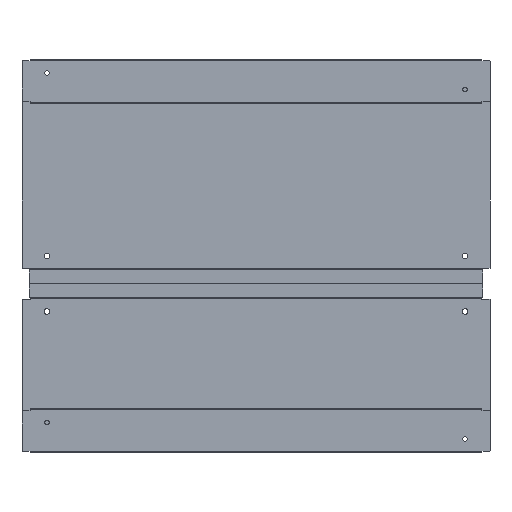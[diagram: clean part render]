
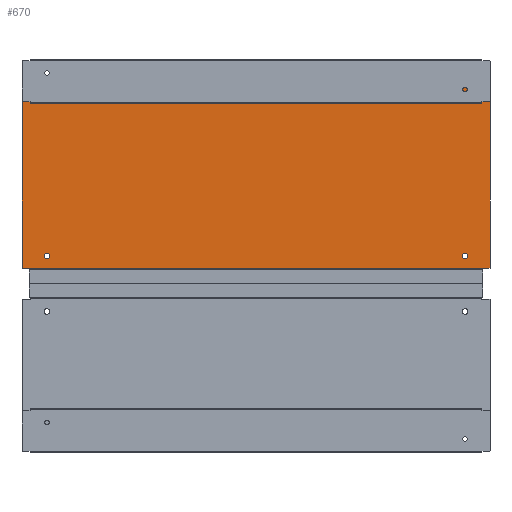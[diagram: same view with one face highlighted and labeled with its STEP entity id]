
A CAD part, front view. The second image highlights one B-rep face of the part: STEP entity #670.
In plain terms, the highlighted planar face has unit normal (0, -1, 0).
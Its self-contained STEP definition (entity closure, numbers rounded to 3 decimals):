
#670=ADVANCED_FACE('',(#1680,#1681,#1682),#1683,.F.);
#718=EDGE_CURVE('',#1751,#1754,#1755,.T.);
#722=EDGE_CURVE('',#1759,#1754,#1760,.T.);
#726=EDGE_CURVE('',#1759,#1764,#1765,.T.);
#730=EDGE_CURVE('',#1764,#1769,#1770,.T.);
#734=EDGE_CURVE('',#1774,#1769,#1775,.T.);
#738=EDGE_CURVE('',#1774,#1779,#1780,.T.);
#758=EDGE_CURVE('',#1751,#1800,#1805,.T.);
#760=EDGE_CURVE('',#1779,#1800,#1807,.T.);
#762=EDGE_CURVE('',#1809,#1810,#1811,.T.);
#764=EDGE_CURVE('',#1810,#1809,#1813,.T.);
#766=EDGE_CURVE('',#1815,#1816,#1817,.T.);
#768=EDGE_CURVE('',#1816,#1815,#1819,.T.);
#1680=FACE_OUTER_BOUND('',#3063,.T.);
#1681=FACE_BOUND('',#3064,.T.);
#1682=FACE_BOUND('',#3065,.T.);
#1683=PLANE('',#3066);
#1751=VERTEX_POINT('',#3155);
#1754=VERTEX_POINT('',#3160);
#1755=LINE('',#3161,#3162);
#1759=VERTEX_POINT('',#3169);
#1760=LINE('',#3170,#3171);
#1764=VERTEX_POINT('',#3178);
#1765=LINE('',#3179,#3180);
#1769=VERTEX_POINT('',#3187);
#1770=LINE('',#3188,#3189);
#1774=VERTEX_POINT('',#3196);
#1775=LINE('',#3197,#3198);
#1779=VERTEX_POINT('',#3205);
#1780=LINE('',#3206,#3207);
#1800=VERTEX_POINT('',#3239);
#1805=LINE('',#3247,#3248);
#1807=LINE('',#3251,#3252);
#1809=VERTEX_POINT('',#3255);
#1810=VERTEX_POINT('',#3256);
#1811=CIRCLE('',#3257,5.1);
#1813=CIRCLE('',#3260,5.1);
#1815=VERTEX_POINT('',#3263);
#1816=VERTEX_POINT('',#3264);
#1817=CIRCLE('',#3265,5.1);
#1819=CIRCLE('',#3268,5.1);
#3063=EDGE_LOOP('',(#4915,#4916,#4917,#4918,#4919,#4920,#4921,#4922));
#3064=EDGE_LOOP('',(#4923,#4924));
#3065=EDGE_LOOP('',(#4925,#4926));
#3066=AXIS2_PLACEMENT_3D('',#4927,#4928,#4929);
#3155=CARTESIAN_POINT('',(-407.0,-1.5,-22.0));
#3160=CARTESIAN_POINT('',(-422.0,-1.5,-22.0));
#3161=CARTESIAN_POINT('',(-407.0,-1.5,-22.0));
#3162=VECTOR('',#5031,15.0);
#3169=CARTESIAN_POINT('',(-422.0,-1.5,309.0));
#3170=CARTESIAN_POINT('',(-422.0,-1.5,309.0));
#3171=VECTOR('',#5033,331.0);
#3178=CARTESIAN_POINT('',(422.0,-1.5,309.0));
#3179=CARTESIAN_POINT('',(-422.0,-1.5,309.0));
#3180=VECTOR('',#5035,844.0);
#3187=CARTESIAN_POINT('',(422.0,-1.5,-22.0));
#3188=CARTESIAN_POINT('',(422.0,-1.5,309.0));
#3189=VECTOR('',#5037,331.0);
#3196=CARTESIAN_POINT('',(407.0,-1.5,-22.0));
#3197=CARTESIAN_POINT('',(407.0,-1.5,-22.0));
#3198=VECTOR('',#5039,15.0);
#3205=CARTESIAN_POINT('',(407.0,-1.5,-22.5));
#3206=CARTESIAN_POINT('',(407.0,-1.5,-22.0));
#3207=VECTOR('',#5041,0.5);
#3239=CARTESIAN_POINT('',(-407.0,-1.5,-22.5));
#3247=CARTESIAN_POINT('',(-407.0,-1.5,-22.0));
#3248=VECTOR('',#5059,0.5);
#3251=CARTESIAN_POINT('',(407.0,-1.5,-22.5));
#3252=VECTOR('',#5060,814.0);
#3255=CARTESIAN_POINT('',(-382.1,-1.5,0.0));
#3256=CARTESIAN_POINT('',(-371.9,-1.5,0.0));
#3257=AXIS2_PLACEMENT_3D('',#5061,#5062,#5063);
#3260=AXIS2_PLACEMENT_3D('',#5064,#5065,#5066);
#3263=CARTESIAN_POINT('',(371.9,-1.5,0.0));
#3264=CARTESIAN_POINT('',(382.1,-1.5,0.0));
#3265=AXIS2_PLACEMENT_3D('',#5067,#5068,#5069);
#3268=AXIS2_PLACEMENT_3D('',#5070,#5071,#5072);
#4915=ORIENTED_EDGE('',*,*,#758,.T.);
#4916=ORIENTED_EDGE('',*,*,#760,.F.);
#4917=ORIENTED_EDGE('',*,*,#738,.F.);
#4918=ORIENTED_EDGE('',*,*,#734,.T.);
#4919=ORIENTED_EDGE('',*,*,#730,.F.);
#4920=ORIENTED_EDGE('',*,*,#726,.F.);
#4921=ORIENTED_EDGE('',*,*,#722,.T.);
#4922=ORIENTED_EDGE('',*,*,#718,.F.);
#4923=ORIENTED_EDGE('',*,*,#762,.T.);
#4924=ORIENTED_EDGE('',*,*,#764,.T.);
#4925=ORIENTED_EDGE('',*,*,#766,.T.);
#4926=ORIENTED_EDGE('',*,*,#768,.T.);
#4927=CARTESIAN_POINT('',(422.0,-1.5,-25.0));
#4928=DIRECTION('',(0.0,1.0,0.0));
#4929=DIRECTION('',(0.0,0.0,-1.0));
#5031=DIRECTION('',(-1.0,0.0,0.0));
#5033=DIRECTION('',(0.0,0.0,-1.0));
#5035=DIRECTION('',(1.0,0.0,0.0));
#5037=DIRECTION('',(0.0,0.0,-1.0));
#5039=DIRECTION('',(1.0,0.0,0.0));
#5041=DIRECTION('',(0.0,0.0,-1.0));
#5059=DIRECTION('',(0.,-0.0,-1.0));
#5060=DIRECTION('',(-1.0,0.0,0.0));
#5061=CARTESIAN_POINT('',(-377.0,-1.5,0.0));
#5062=DIRECTION('',(0.0,1.0,0.0));
#5063=DIRECTION('',(-1.0,0.0,0.0));
#5064=CARTESIAN_POINT('',(-377.0,-1.5,0.0));
#5065=DIRECTION('',(-0.0,1.0,0.0));
#5066=DIRECTION('',(1.0,0.0,0.0));
#5067=CARTESIAN_POINT('',(377.0,-1.5,0.0));
#5068=DIRECTION('',(0.0,1.0,0.0));
#5069=DIRECTION('',(-1.0,0.0,0.0));
#5070=CARTESIAN_POINT('',(377.0,-1.5,0.0));
#5071=DIRECTION('',(-0.0,1.0,0.0));
#5072=DIRECTION('',(1.0,0.0,0.0));
